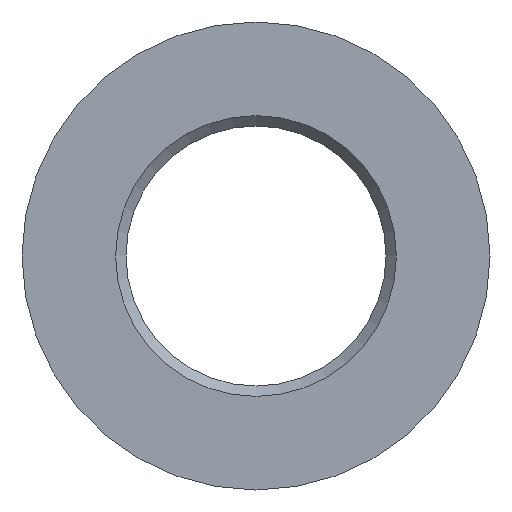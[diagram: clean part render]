
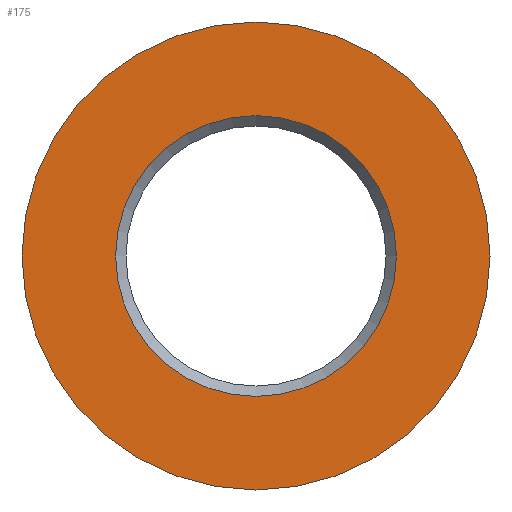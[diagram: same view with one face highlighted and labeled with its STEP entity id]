
A CAD part, front view. The second image highlights one B-rep face of the part: STEP entity #175.
In plain terms, the highlighted planar face has unit normal (0, -1, 0).
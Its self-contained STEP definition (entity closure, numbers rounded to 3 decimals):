
#15=FACE_BOUND('',#40,.T.);
#19=PLANE('',#204);
#29=FACE_OUTER_BOUND('',#39,.T.);
#39=EDGE_LOOP('',(#134,#135));
#40=EDGE_LOOP('',(#136));
#65=CIRCLE('',#200,2.7);
#68=CIRCLE('',#205,4.5);
#69=CIRCLE('',#206,4.5);
#83=VERTEX_POINT('',#295);
#86=VERTEX_POINT('',#305);
#87=VERTEX_POINT('',#306);
#102=EDGE_CURVE('',#83,#83,#65,.T.);
#106=EDGE_CURVE('',#86,#87,#68,.T.);
#107=EDGE_CURVE('',#87,#86,#69,.T.);
#134=ORIENTED_EDGE('',*,*,#106,.T.);
#135=ORIENTED_EDGE('',*,*,#107,.T.);
#136=ORIENTED_EDGE('',*,*,#102,.F.);
#175=ADVANCED_FACE('',(#29,#15),#19,.T.);
#200=AXIS2_PLACEMENT_3D('',#297,#234,#235);
#204=AXIS2_PLACEMENT_3D('',#304,#243,#244);
#205=AXIS2_PLACEMENT_3D('',#307,#245,#246);
#206=AXIS2_PLACEMENT_3D('',#308,#247,#248);
#234=DIRECTION('center_axis',(0.,-1.,0.));
#235=DIRECTION('ref_axis',(-1.,0.,0.));
#243=DIRECTION('center_axis',(0.,-1.,0.));
#244=DIRECTION('ref_axis',(0.,0.,-1.));
#245=DIRECTION('center_axis',(0.,-1.,0.));
#246=DIRECTION('ref_axis',(1.,0.,0.));
#247=DIRECTION('center_axis',(0.,-1.,0.));
#248=DIRECTION('ref_axis',(1.,0.,0.));
#295=CARTESIAN_POINT('',(2.7,-2.,0.));
#297=CARTESIAN_POINT('Origin',(0.,-2.,0.));
#304=CARTESIAN_POINT('Origin',(2.5,-2.,0.));
#305=CARTESIAN_POINT('',(4.5,-2.,0.));
#306=CARTESIAN_POINT('',(-4.5,-2.,0.));
#307=CARTESIAN_POINT('Origin',(0.,-2.,0.));
#308=CARTESIAN_POINT('Origin',(0.,-2.,0.));
